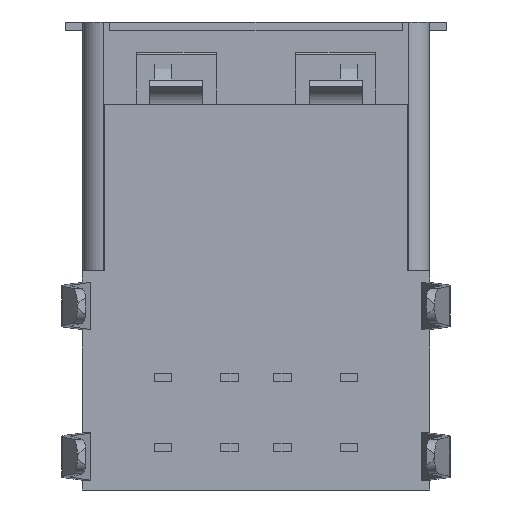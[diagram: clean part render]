
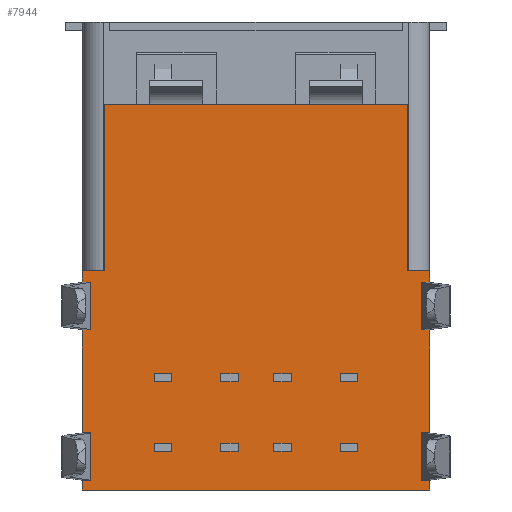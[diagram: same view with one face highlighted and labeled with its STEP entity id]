
A CAD part, front view. The second image highlights one B-rep face of the part: STEP entity #7944.
In plain terms, the highlighted planar face has unit normal (0, -1, 0).
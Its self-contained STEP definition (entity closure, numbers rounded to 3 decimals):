
#493=ORIENTED_EDGE('',*,*,#2829,.F.);
#494=ORIENTED_EDGE('',*,*,#2833,.F.);
#495=ORIENTED_EDGE('',*,*,#2834,.F.);
#496=ORIENTED_EDGE('',*,*,#2835,.T.);
#497=ORIENTED_EDGE('',*,*,#2825,.F.);
#498=ORIENTED_EDGE('',*,*,#2818,.T.);
#499=ORIENTED_EDGE('',*,*,#2836,.F.);
#500=ORIENTED_EDGE('',*,*,#2711,.T.);
#501=ORIENTED_EDGE('',*,*,#2837,.T.);
#502=ORIENTED_EDGE('',*,*,#2815,.T.);
#503=ORIENTED_EDGE('',*,*,#2838,.F.);
#504=ORIENTED_EDGE('',*,*,#2708,.T.);
#505=ORIENTED_EDGE('',*,*,#2839,.T.);
#506=ORIENTED_EDGE('',*,*,#2812,.T.);
#507=ORIENTED_EDGE('',*,*,#2821,.T.);
#508=ORIENTED_EDGE('',*,*,#2790,.T.);
#509=ORIENTED_EDGE('',*,*,#2840,.T.);
#510=ORIENTED_EDGE('',*,*,#2716,.F.);
#511=ORIENTED_EDGE('',*,*,#2841,.F.);
#512=ORIENTED_EDGE('',*,*,#2787,.T.);
#513=ORIENTED_EDGE('',*,*,#2842,.T.);
#514=ORIENTED_EDGE('',*,*,#2720,.F.);
#515=ORIENTED_EDGE('',*,*,#2843,.F.);
#516=ORIENTED_EDGE('',*,*,#2784,.T.);
#2708=EDGE_CURVE('',#3884,#3883,#4660,.T.);
#2711=EDGE_CURVE('',#3886,#3885,#4663,.T.);
#2716=EDGE_CURVE('',#3890,#3888,#4668,.T.);
#2720=EDGE_CURVE('',#3894,#3892,#4672,.T.);
#2784=EDGE_CURVE('',#3943,#3942,#4716,.T.);
#2787=EDGE_CURVE('',#3945,#3944,#4719,.T.);
#2790=EDGE_CURVE('',#3947,#3946,#4722,.T.);
#2812=EDGE_CURVE('',#3967,#3966,#4744,.T.);
#2815=EDGE_CURVE('',#3969,#3968,#4747,.T.);
#2818=EDGE_CURVE('',#3971,#3970,#4750,.T.);
#2821=EDGE_CURVE('',#3966,#3947,#4753,.T.);
#2825=EDGE_CURVE('',#3971,#3975,#4755,.T.);
#2829=EDGE_CURVE('',#3978,#3942,#4758,.T.);
#2833=EDGE_CURVE('',#3981,#3978,#4761,.T.);
#2834=EDGE_CURVE('',#3982,#3981,#4762,.T.);
#2835=EDGE_CURVE('',#3982,#3975,#4763,.T.);
#2836=EDGE_CURVE('',#3886,#3970,#4764,.T.);
#2837=EDGE_CURVE('',#3885,#3969,#4765,.T.);
#2838=EDGE_CURVE('',#3884,#3968,#4766,.T.);
#2839=EDGE_CURVE('',#3883,#3967,#4767,.T.);
#2840=EDGE_CURVE('',#3946,#3888,#4768,.T.);
#2841=EDGE_CURVE('',#3945,#3890,#4769,.T.);
#2842=EDGE_CURVE('',#3944,#3892,#4770,.T.);
#2843=EDGE_CURVE('',#3943,#3894,#4771,.T.);
#3883=VERTEX_POINT('',#11257);
#3884=VERTEX_POINT('',#11259);
#3885=VERTEX_POINT('',#11263);
#3886=VERTEX_POINT('',#11265);
#3888=VERTEX_POINT('',#11270);
#3890=VERTEX_POINT('',#11274);
#3892=VERTEX_POINT('',#11279);
#3894=VERTEX_POINT('',#11283);
#3942=VERTEX_POINT('',#11410);
#3943=VERTEX_POINT('',#11412);
#3944=VERTEX_POINT('',#11415);
#3945=VERTEX_POINT('',#11417);
#3946=VERTEX_POINT('',#11420);
#3947=VERTEX_POINT('',#11422);
#3966=VERTEX_POINT('',#11463);
#3967=VERTEX_POINT('',#11465);
#3968=VERTEX_POINT('',#11468);
#3969=VERTEX_POINT('',#11470);
#3970=VERTEX_POINT('',#11473);
#3971=VERTEX_POINT('',#11475);
#3975=VERTEX_POINT('',#11488);
#3978=VERTEX_POINT('',#11496);
#3981=VERTEX_POINT('',#11504);
#3982=VERTEX_POINT('',#11506);
#4660=LINE('',#11258,#5704);
#4663=LINE('',#11264,#5707);
#4668=LINE('',#11275,#5712);
#4672=LINE('',#11284,#5716);
#4716=LINE('',#11411,#5760);
#4719=LINE('',#11416,#5763);
#4722=LINE('',#11421,#5766);
#4744=LINE('',#11464,#5788);
#4747=LINE('',#11469,#5791);
#4750=LINE('',#11474,#5794);
#4753=LINE('',#11480,#5797);
#4755=LINE('',#11487,#5799);
#4758=LINE('',#11495,#5802);
#4761=LINE('',#11503,#5805);
#4762=LINE('',#11505,#5806);
#4763=LINE('',#11507,#5807);
#4764=LINE('',#11508,#5808);
#4765=LINE('',#11509,#5809);
#4766=LINE('',#11510,#5810);
#4767=LINE('',#11511,#5811);
#4768=LINE('',#11512,#5812);
#4769=LINE('',#11513,#5813);
#4770=LINE('',#11514,#5814);
#4771=LINE('',#11515,#5815);
#5704=VECTOR('',#9063,1000.);
#5707=VECTOR('',#9068,1000.);
#5712=VECTOR('',#9075,1000.);
#5716=VECTOR('',#9081,1000.);
#5760=VECTOR('',#9195,1000.);
#5763=VECTOR('',#9198,1000.);
#5766=VECTOR('',#9201,1000.);
#5788=VECTOR('',#9225,1000.);
#5791=VECTOR('',#9228,1000.);
#5794=VECTOR('',#9231,1000.);
#5797=VECTOR('',#9236,1000.);
#5799=VECTOR('',#9244,1000.);
#5802=VECTOR('',#9251,1000.);
#5805=VECTOR('',#9258,1000.);
#5806=VECTOR('',#9259,1000.);
#5807=VECTOR('',#9260,1000.);
#5808=VECTOR('',#9261,1000.);
#5809=VECTOR('',#9262,1000.);
#5810=VECTOR('',#9263,1000.);
#5811=VECTOR('',#9264,1000.);
#5812=VECTOR('',#9265,1000.);
#5813=VECTOR('',#9266,1000.);
#5814=VECTOR('',#9267,1000.);
#5815=VECTOR('',#9268,1000.);
#6734=EDGE_LOOP('',(#493,#494,#495,#496,#497,#498,#499,#500,#501,#502,#503,
#504,#505,#506,#507,#508,#509,#510,#511,#512,#513,#514,#515,#516));
#7168=FACE_BOUND('',#6734,.T.);
#7590=PLANE('',#8440);
#7944=ADVANCED_FACE('',(#7168),#7590,.F.);
#8440=AXIS2_PLACEMENT_3D('',#11502,#9256,#9257);
#9063=DIRECTION('',(0.,0.,-1.));
#9068=DIRECTION('',(0.,0.,-1.));
#9075=DIRECTION('',(0.,0.,-1.));
#9081=DIRECTION('',(0.,0.,-1.));
#9195=DIRECTION('',(0.,0.,1.));
#9198=DIRECTION('',(0.,0.,1.));
#9201=DIRECTION('',(0.,0.,1.));
#9225=DIRECTION('',(0.,0.,-1.));
#9228=DIRECTION('',(0.,0.,-1.));
#9231=DIRECTION('',(0.,0.,-1.));
#9236=DIRECTION('',(1.,0.,0.));
#9244=DIRECTION('',(1.,0.,0.));
#9251=DIRECTION('',(1.,0.,0.));
#9256=DIRECTION('',(0.,1.,0.));
#9257=DIRECTION('',(0.,0.,1.));
#9258=DIRECTION('',(0.,0.,-1.));
#9259=DIRECTION('',(1.,0.,0.));
#9260=DIRECTION('',(0.,0.,-1.));
#9261=DIRECTION('',(-1.,0.,0.));
#9262=DIRECTION('',(-1.,0.,0.));
#9263=DIRECTION('',(-1.,0.,0.));
#9264=DIRECTION('',(-1.,0.,0.));
#9265=DIRECTION('',(-1.,0.,0.));
#9266=DIRECTION('',(-1.,0.,0.));
#9267=DIRECTION('',(-1.,0.,0.));
#9268=DIRECTION('',(-1.,0.,0.));
#11257=CARTESIAN_POINT('',(-6.23,0.,-8.465));
#11258=CARTESIAN_POINT('',(-6.23,0.,8.825));
#11259=CARTESIAN_POINT('',(-6.23,0.,-6.665));
#11263=CARTESIAN_POINT('',(-6.23,0.,-2.785));
#11264=CARTESIAN_POINT('',(-6.23,0.,8.825));
#11265=CARTESIAN_POINT('',(-6.23,0.,-0.985));
#11270=CARTESIAN_POINT('',(6.23,0.,-8.465));
#11274=CARTESIAN_POINT('',(6.23,0.,-6.665));
#11275=CARTESIAN_POINT('',(6.23,0.,8.825));
#11279=CARTESIAN_POINT('',(6.23,0.,-2.785));
#11283=CARTESIAN_POINT('',(6.23,0.,-0.985));
#11284=CARTESIAN_POINT('',(6.23,0.,8.825));
#11410=CARTESIAN_POINT('',(6.55,0.,-0.555));
#11411=CARTESIAN_POINT('',(6.55,0.,8.825));
#11412=CARTESIAN_POINT('',(6.55,0.,-0.985));
#11415=CARTESIAN_POINT('',(6.55,0.,-2.785));
#11416=CARTESIAN_POINT('',(6.55,0.,8.825));
#11417=CARTESIAN_POINT('',(6.55,0.,-6.665));
#11420=CARTESIAN_POINT('',(6.55,0.,-8.465));
#11421=CARTESIAN_POINT('',(6.55,0.,8.825));
#11422=CARTESIAN_POINT('',(6.55,0.,-8.825));
#11463=CARTESIAN_POINT('',(-6.55,0.,-8.825));
#11464=CARTESIAN_POINT('',(-6.55,0.,8.825));
#11465=CARTESIAN_POINT('',(-6.55,0.,-8.465));
#11468=CARTESIAN_POINT('',(-6.55,0.,-6.665));
#11469=CARTESIAN_POINT('',(-6.55,0.,8.825));
#11470=CARTESIAN_POINT('',(-6.55,0.,-2.785));
#11473=CARTESIAN_POINT('',(-6.55,0.,-0.985));
#11474=CARTESIAN_POINT('',(-6.55,0.,8.825));
#11475=CARTESIAN_POINT('',(-6.55,0.,-0.555));
#11480=CARTESIAN_POINT('',(-6.23,0.,-8.825));
#11487=CARTESIAN_POINT('',(-6.23,0.,-0.555));
#11488=CARTESIAN_POINT('',(-5.725,0.,-0.555));
#11495=CARTESIAN_POINT('',(-6.23,0.,-0.555));
#11496=CARTESIAN_POINT('',(5.725,0.,-0.555));
#11502=CARTESIAN_POINT('',(-6.23,0.,8.825));
#11503=CARTESIAN_POINT('',(5.725,0.,18.205));
#11504=CARTESIAN_POINT('',(5.725,0.,5.725));
#11505=CARTESIAN_POINT('',(-6.23,0.,5.725));
#11506=CARTESIAN_POINT('',(-5.725,0.,5.725));
#11507=CARTESIAN_POINT('',(-5.725,0.,18.205));
#11508=CARTESIAN_POINT('',(7.5,0.,-0.985));
#11509=CARTESIAN_POINT('',(7.5,0.,-2.785));
#11510=CARTESIAN_POINT('',(7.5,0.,-6.665));
#11511=CARTESIAN_POINT('',(7.5,0.,-8.465));
#11512=CARTESIAN_POINT('',(7.5,0.,-8.465));
#11513=CARTESIAN_POINT('',(7.5,0.,-6.665));
#11514=CARTESIAN_POINT('',(7.5,0.,-2.785));
#11515=CARTESIAN_POINT('',(7.5,0.,-0.985));
